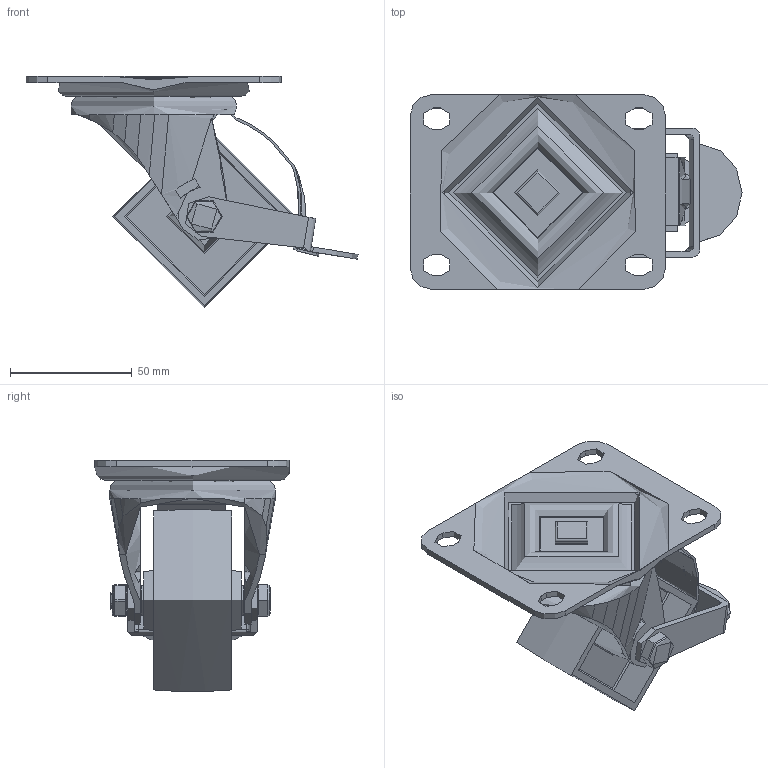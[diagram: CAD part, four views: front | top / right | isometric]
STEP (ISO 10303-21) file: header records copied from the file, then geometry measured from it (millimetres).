
FILE_DESCRIPTION(/* description */ (''),/* implementation_level */ '2;1');
FILE_NAME(/* name */ 'BZH75CIBR.step',/* time_stamp */ '2024-05-03T10:37:17+01:00',/* author */ (''),/* organization */ (''),/* preprocessor_version */ 'ST-DEVELOPER v20',/* originating_system */ 'Autodesk Translation Framework v12.20.1.177',/* authorisation */ '');
FILE_SCHEMA (('AUTOMOTIVE_DESIGN { 1 0 10303 214 3 1 1 }'));
Length unit declared in the file: millimetre
Products named in the file (14): BZH75CIBR; BZH75ASBR v1; ZINC PLATED, PRESSED STEEL TOP PLATE; ZINC PLATED, PRESSED STEEL FORKS; ZINC PLATED PRESSED STEEL BRAKE; BRAKE; BRAKE 2; BZH75ASBR AXLE KIT v1; AXLE KIT; TUBE; BOLT; NUT; BZMM75WCI v1; CAST IRON WHEEL
Assembly tree (13 placements, depth 4):
  BZH75CIBR
    BZH75ASBR v1
      ZINC PLATED, PRESSED STEEL TOP PLATE
      ZINC PLATED, PRESSED STEEL FORKS
      ZINC PLATED PRESSED STEEL BRAKE
        BRAKE
        BRAKE 2
    BZH75ASBR AXLE KIT v1
      AXLE KIT
        TUBE
        BOLT
        NUT
    BZMM75WCI v1
      CAST IRON WHEEL
Bounding box: 136.36 x 80 x 94.92 mm (x, y, z)
Volume: 125718.2 mm3; surface area: 78383.5 mm2
Topology: 8 solids, 8 shells, 342 faces, 859 edges, 539 vertices
Faces by surface type: cylinder 128, plane 104, bspline 60, torus 27, sphere 12, cone 11
Full cylindrical faces by diameter (mm): 6.446 x6, 7.866 x13, 8 x4, 8.2 x3, 11.5 x1, 12 x1, 12.2 x1, 14 x2, 15.5 x1, 18.908 x1, 24 x1, 37.4 x1, 63 x1, 65.5 x2, 68 x1
Entity records: 15828 total; most frequent: CARTESIAN_POINT 7656, ORIENTED_EDGE 1710, DIRECTION 1542, EDGE_CURVE 855, AXIS2_PLACEMENT_3D 624, VERTEX_POINT 539, EDGE_LOOP 380, FACE_OUTER_BOUND 342
